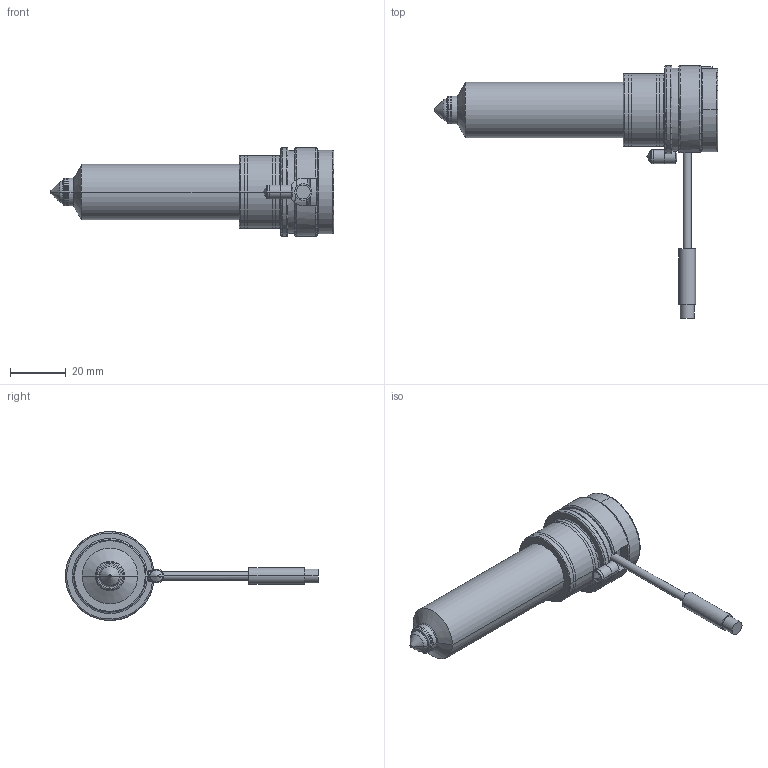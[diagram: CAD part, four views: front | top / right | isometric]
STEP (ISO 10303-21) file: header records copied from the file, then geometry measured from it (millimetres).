
FILE_DESCRIPTION (( 'STEP AP214' ), '1' );
FILE_NAME ('20x083 - dysza - 20083-00.STEP', '2017-05-25T12:20:30', ( '' ), ( '' ), 'SwSTEP 2.0', 'SolidWorks 2016', '' );
FILE_SCHEMA (( 'AUTOMOTIVE_DESIGN' ));
Length unit declared in the file: millimetre
Products named in the file (3): 20x083 - komora 20x083; 20x083 - dysza - 20083-00; 20x083 - korpus - 26081-02
Assembly tree (2 placements, depth 2):
  20x083 - dysza - 20083-00
    20x083 - korpus - 26081-02
    20x083 - komora 20x083
Bounding box: 102 x 90.94 x 31.95 mm (x, y, z)
Volume: 52333.3 mm3; surface area: 22123.2 mm2
Topology: 4 solids, 8 shells, 305 faces, 726 edges, 429 vertices
Faces by surface type: cylinder 104, torus 69, cone 59, plane 46, sphere 14, bspline 13
Entity records: 14166 total; most frequent: CARTESIAN_POINT 7035, DIRECTION 1557, ORIENTED_EDGE 1440, EDGE_CURVE 720, AXIS2_PLACEMENT_3D 673, VERTEX_POINT 429, CIRCLE 376, EDGE_LOOP 325
